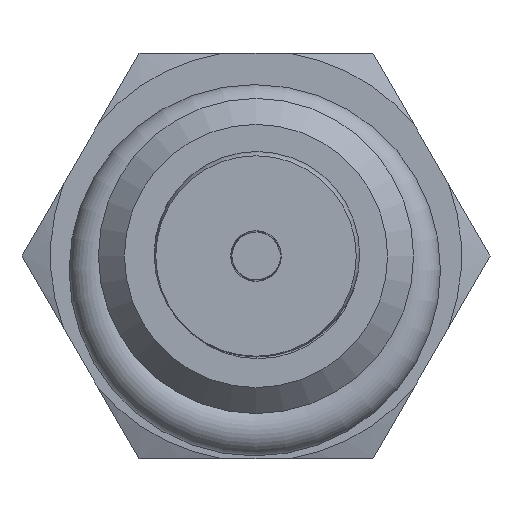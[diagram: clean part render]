
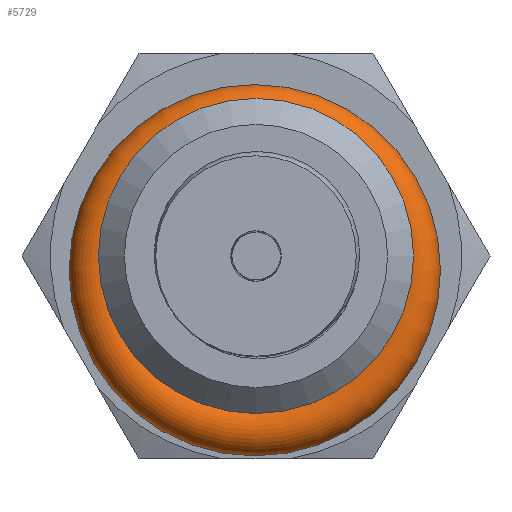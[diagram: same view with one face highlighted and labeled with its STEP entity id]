
A CAD part, left-side view. The second image highlights one B-rep face of the part: STEP entity #5729.
In plain terms, the highlighted toroidal (fillet/blend) face has major radius 5.626 mm and minor radius 0.914 mm.
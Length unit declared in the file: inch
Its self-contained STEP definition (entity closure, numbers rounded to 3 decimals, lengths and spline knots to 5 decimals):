
#5704=CARTESIAN_POINT('',(0.0,0.00098,0.0));
#5705=DIRECTION('',(1.0,0.0,0.0));
#5706=DIRECTION('',(0.0,0.0,-1.0));
#5707=AXIS2_PLACEMENT_3D('',#5704,#5705,#5706);
#5708=TOROIDAL_SURFACE('',#5707,0.2215,0.036);
#5709=CARTESIAN_POINT('',(0.0,0.00098,-0.2575));
#5710=VERTEX_POINT('',#5709);
#5711=CARTESIAN_POINT('',(0.0,0.00098,-0.2215));
#5712=DIRECTION('',(0.0,-1.0,0.0));
#5713=DIRECTION('',(0.0,0.0,-1.0));
#5714=AXIS2_PLACEMENT_3D('',#5711,#5712,#5713);
#5715=CIRCLE('',#5714,0.036);
#5716=EDGE_CURVE('',#5710,#5710,#5715,.T.);
#5717=ORIENTED_EDGE('',*,*,#5716,.T.);
#5718=CARTESIAN_POINT('',(0.,0.00098,0.0));
#5719=DIRECTION('',(-1.0,0.0,0.0));
#5720=DIRECTION('',(0.0,0.0,-1.0));
#5721=AXIS2_PLACEMENT_3D('',#5718,#5719,#5720);
#5722=CIRCLE('',#5721,0.2575);
#5723=EDGE_CURVE('',#5710,#5710,#5722,.T.);
#5724=ORIENTED_EDGE('',*,*,#5723,.T.);
#5725=ORIENTED_EDGE('',*,*,#5716,.F.);
#5726=ORIENTED_EDGE('',*,*,#5723,.F.);
#5727=EDGE_LOOP('',(#5717,#5724,#5725,#5726));
#5728=FACE_OUTER_BOUND('',#5727,.T.);
#5729=ADVANCED_FACE('',(#5728),#5708,.T.);
